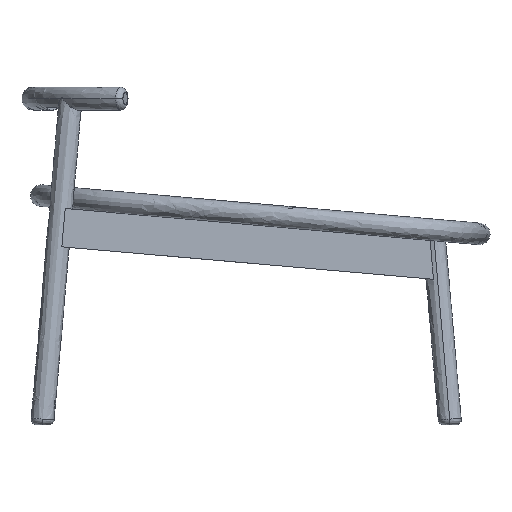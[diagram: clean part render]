
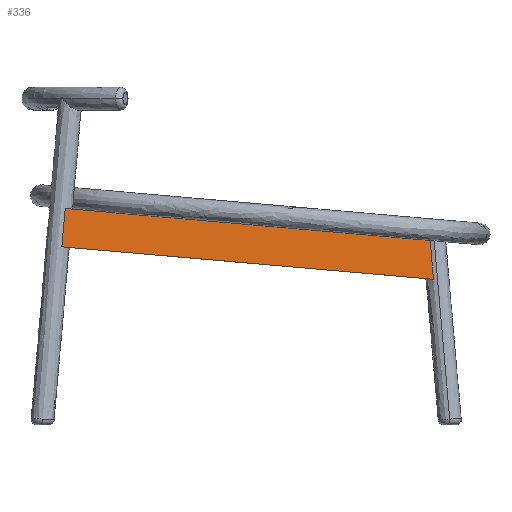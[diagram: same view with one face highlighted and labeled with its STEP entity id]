
A CAD part, front view. The second image highlights one B-rep face of the part: STEP entity #336.
In plain terms, the highlighted planar face has unit normal (0.008, -0.996, 0.087).
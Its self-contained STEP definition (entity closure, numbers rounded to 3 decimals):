
#336=ADVANCED_FACE('',(#734),#4619,.T.);
#734=FACE_OUTER_BOUND('',#1089,.T.);
#1089=EDGE_LOOP('',(#1897,#1898,#1899,#1900));
#1897=ORIENTED_EDGE('',*,*,#2920,.T.);
#1898=ORIENTED_EDGE('',*,*,#2916,.F.);
#1899=ORIENTED_EDGE('',*,*,#2912,.T.);
#1900=ORIENTED_EDGE('',*,*,#2917,.T.);
#2912=EDGE_CURVE('',#4139,#4140,#3404,.T.);
#2916=EDGE_CURVE('',#4139,#4143,#3408,.T.);
#2917=EDGE_CURVE('',#4140,#4144,#3409,.T.);
#2920=EDGE_CURVE('',#4144,#4143,#3412,.T.);
#3404=B_SPLINE_CURVE_WITH_KNOTS('',3,(#9288,#9289,#9290,#9291),
 .UNSPECIFIED.,.F.,.F.,(4,4),(0.,5.019),.UNSPECIFIED.);
#3408=B_SPLINE_CURVE_WITH_KNOTS('',1,(#9307,#9308),.UNSPECIFIED.,.F.,.F.,
(2,2),(0.914,81.854),.UNSPECIFIED.);
#3409=B_SPLINE_CURVE_WITH_KNOTS('',1,(#9309,#9310),.UNSPECIFIED.,.F.,.F.,
(2,2),(0.914,83.352),.UNSPECIFIED.);
#3412=B_SPLINE_CURVE_WITH_KNOTS('',3,(#9326,#9327,#9328,#9329),
 .UNSPECIFIED.,.F.,.F.,(4,4),(0.,5.096),.UNSPECIFIED.);
#4139=VERTEX_POINT('',#9221);
#4140=VERTEX_POINT('',#9222);
#4143=VERTEX_POINT('',#9225);
#4144=VERTEX_POINT('',#9226);
#4619=PLANE('',#4749);
#4749=AXIS2_PLACEMENT_3D('',#8950,#4862,$);
#4862=DIRECTION('',(0.008,-0.996,0.087));
#8950=CARTESIAN_POINT('',(24.061,-207.321,282.021));
#9221=CARTESIAN_POINT('',(29.424,-207.321,281.552));
#9222=CARTESIAN_POINT('',(25.063,-211.696,231.741));
#9225=CARTESIAN_POINT('',(504.211,-207.321,240.014));
#9226=CARTESIAN_POINT('',(508.64,-211.696,189.433));
#9288=CARTESIAN_POINT('',(29.424,-207.321,281.552));
#9289=CARTESIAN_POINT('',(27.97,-208.779,264.948));
#9290=CARTESIAN_POINT('',(26.517,-210.238,248.345));
#9291=CARTESIAN_POINT('',(25.063,-211.696,231.741));
#9307=CARTESIAN_POINT('',(29.424,-207.321,281.552));
#9308=CARTESIAN_POINT('',(504.211,-207.321,240.014));
#9309=CARTESIAN_POINT('',(25.063,-211.696,231.741));
#9310=CARTESIAN_POINT('',(508.64,-211.696,189.433));
#9326=CARTESIAN_POINT('',(508.64,-211.696,189.433));
#9327=CARTESIAN_POINT('',(507.165,-210.238,206.293));
#9328=CARTESIAN_POINT('',(505.689,-208.779,223.153));
#9329=CARTESIAN_POINT('',(504.211,-207.321,240.014));
